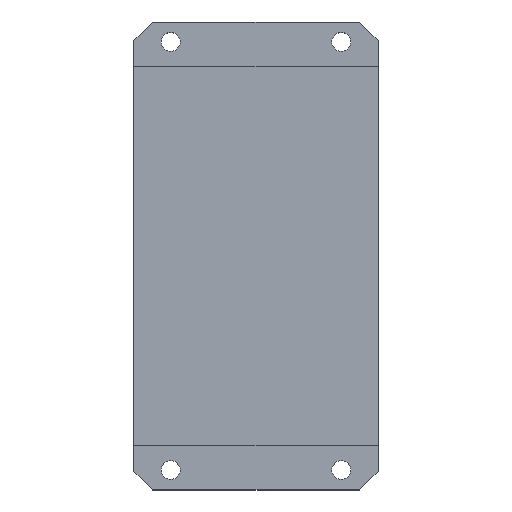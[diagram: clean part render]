
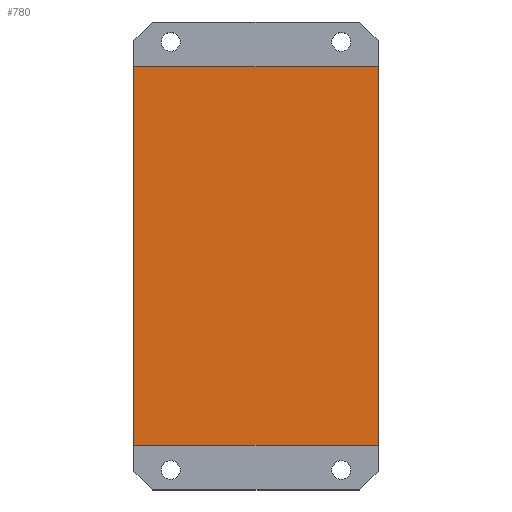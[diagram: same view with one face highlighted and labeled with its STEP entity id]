
A CAD part, top view. The second image highlights one B-rep face of the part: STEP entity #780.
In plain terms, the highlighted planar face has unit normal (0, 0, 1).
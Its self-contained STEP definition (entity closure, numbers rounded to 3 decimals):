
#42 = ORIENTED_EDGE ( 'NONE', *, *, #500, .T. ) ;
#61 = CARTESIAN_POINT ( 'NONE',  ( 0., 0., 11.5 ) ) ;
#98 = ORIENTED_EDGE ( 'NONE', *, *, #582, .T. ) ;
#103 = CARTESIAN_POINT ( 'NONE',  ( -12.9, 20., 11.5 ) ) ;
#108 = PLANE ( 'NONE',  #127 ) ;
#113 = VERTEX_POINT ( 'NONE', #490 ) ;
#127 = AXIS2_PLACEMENT_3D ( 'NONE', #61, #545, #741 ) ;
#144 = CARTESIAN_POINT ( 'NONE',  ( -12.9, 20., 11.5 ) ) ;
#154 = VECTOR ( 'NONE', #614, 1000. ) ;
#174 = CARTESIAN_POINT ( 'NONE',  ( -12.9, -20., 11.5 ) ) ;
#233 = LINE ( 'NONE', #174, #154 ) ;
#235 = LINE ( 'NONE', #103, #253 ) ;
#253 = VECTOR ( 'NONE', #282, 1000. ) ;
#260 = DIRECTION ( 'NONE',  ( 0., 1., 0. ) ) ;
#268 = CARTESIAN_POINT ( 'NONE',  ( 12.9, -20., 11.5 ) ) ;
#282 = DIRECTION ( 'NONE',  ( -1., 0., 0. ) ) ;
#284 = VERTEX_POINT ( 'NONE', #268 ) ;
#323 = LINE ( 'NONE', #506, #557 ) ;
#324 = VERTEX_POINT ( 'NONE', #144 ) ;
#347 = CARTESIAN_POINT ( 'NONE',  ( 12.9, 20., 11.5 ) ) ;
#394 = DIRECTION ( 'NONE',  ( 0., -1., 0. ) ) ;
#413 = EDGE_CURVE ( 'NONE', #701, #324, #235, .T. ) ;
#490 = CARTESIAN_POINT ( 'NONE',  ( -12.9, -20., 11.5 ) ) ;
#492 = FACE_OUTER_BOUND ( 'NONE', #703, .T. ) ;
#500 = EDGE_CURVE ( 'NONE', #113, #284, #233, .T. ) ;
#506 = CARTESIAN_POINT ( 'NONE',  ( 12.9, 20., 11.5 ) ) ;
#545 = DIRECTION ( 'NONE',  ( 0., 0., 1. ) ) ;
#557 = VECTOR ( 'NONE', #260, 1000. ) ;
#558 = EDGE_CURVE ( 'NONE', #324, #113, #688, .T. ) ;
#582 = EDGE_CURVE ( 'NONE', #284, #701, #323, .T. ) ;
#596 = VECTOR ( 'NONE', #394, 1000. ) ;
#613 = ORIENTED_EDGE ( 'NONE', *, *, #558, .T. ) ;
#614 = DIRECTION ( 'NONE',  ( 1., 0., 0. ) ) ;
#688 = LINE ( 'NONE', #757, #596 ) ;
#701 = VERTEX_POINT ( 'NONE', #347 ) ;
#703 = EDGE_LOOP ( 'NONE', ( #98, #710, #613, #42 ) ) ;
#710 = ORIENTED_EDGE ( 'NONE', *, *, #413, .T. ) ;
#741 = DIRECTION ( 'NONE',  ( 1., 0., 0. ) ) ;
#757 = CARTESIAN_POINT ( 'NONE',  ( -12.9, 20., 11.5 ) ) ;
#780 = ADVANCED_FACE ( 'NONE', ( #492 ), #108, .T. ) ;
